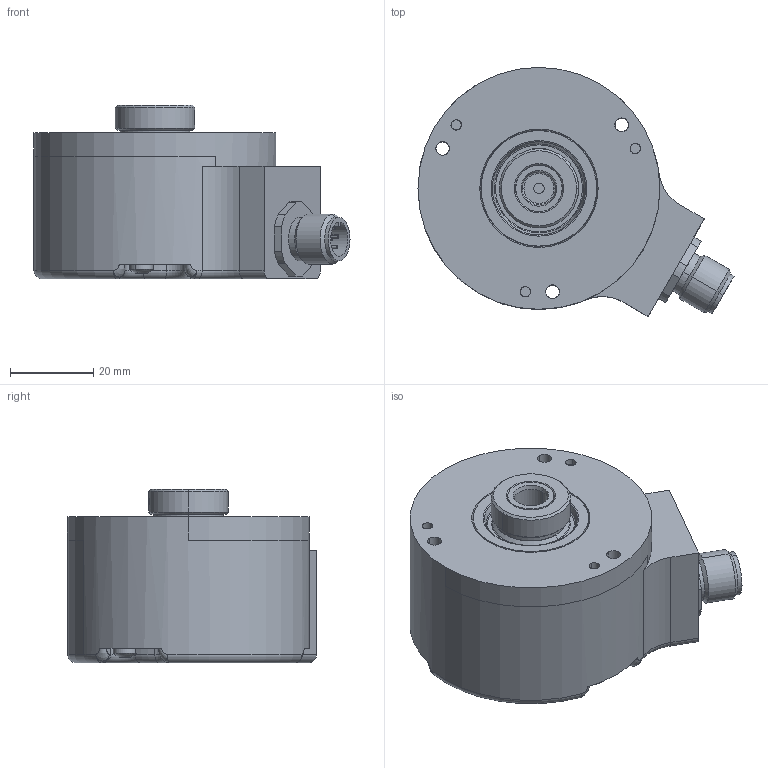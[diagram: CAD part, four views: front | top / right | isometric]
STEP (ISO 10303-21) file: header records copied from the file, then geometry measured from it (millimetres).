
FILE_DESCRIPTION((''),'2;1');
FILE_NAME('554159','2010-10-14T',('se2802'),(''),'PRO/ENGINEER BY PARAMETRIC TECHNOLOGY CORPORATION, 2010180','PRO/ENGINEER BY PARAMETRIC TECHNOLOGY CORPORATION, 2010180','');
FILE_SCHEMA(('CONFIG_CONTROL_DESIGN'));
Length unit declared in the file: millimetre
Products named in the file (1): 554159
Bounding box: 75.77 x 59.69 x 41.6 mm (x, y, z)
Volume: 60863.4 mm3; surface area: 36661.7 mm2
Topology: 1 solids, 2 shells, 1050 faces, 2922 edges, 1840 vertices
Faces by surface type: cylinder 464, plane 355, torus 106, cone 103, sphere 14, bspline 6, revolution 2
Entity records: 37373 total; most frequent: CARTESIAN_POINT 9529, DIRECTION 6196, ORIENTED_EDGE 5820, EDGE_CURVE 2910, AXIS2_PLACEMENT_3D 2469, VERTEX_POINT 1841, CIRCLE 1427, VECTOR 1256
